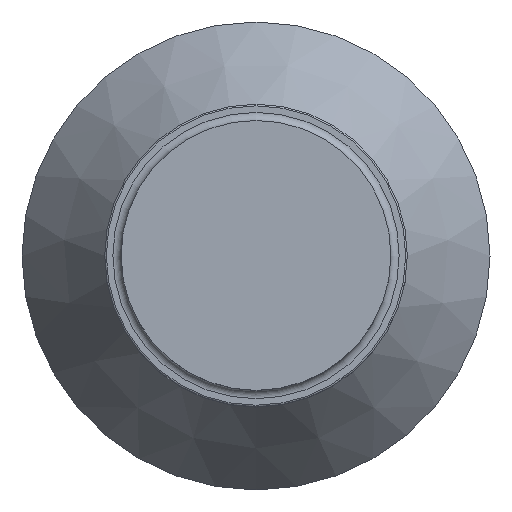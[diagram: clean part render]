
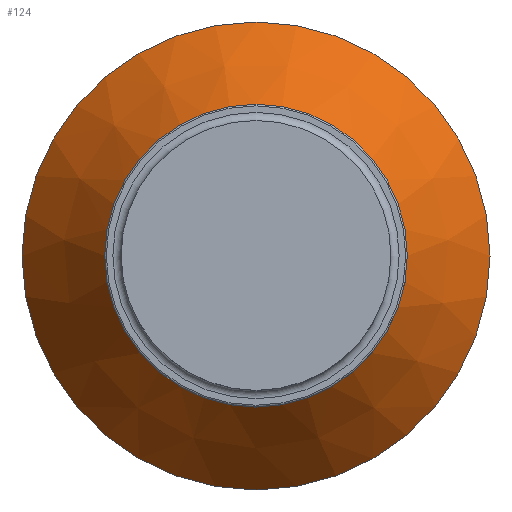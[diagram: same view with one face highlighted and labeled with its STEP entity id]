
A CAD part, top view. The second image highlights one B-rep face of the part: STEP entity #124.
In plain terms, the highlighted conical face has half-angle 35 degrees and reference radius 23.556 mm.
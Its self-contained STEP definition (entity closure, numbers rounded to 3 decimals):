
#16=CONICAL_SURFACE('',#156,23.556,0.611);
#27=FACE_OUTER_BOUND('',#36,.T.);
#36=EDGE_LOOP('',(#107,#108,#109,#110,#111));
#41=LINE('',#236,#44);
#44=VECTOR('',#199,23.556);
#54=CIRCLE('',#155,18.5);
#55=CIRCLE('',#157,28.611);
#56=CIRCLE('',#158,28.611);
#65=VERTEX_POINT('',#229);
#66=VERTEX_POINT('',#233);
#67=VERTEX_POINT('',#234);
#79=EDGE_CURVE('',#65,#65,#54,.T.);
#81=EDGE_CURVE('',#66,#67,#55,.T.);
#82=EDGE_CURVE('',#66,#65,#41,.T.);
#83=EDGE_CURVE('',#67,#66,#56,.T.);
#107=ORIENTED_EDGE('',*,*,#81,.F.);
#108=ORIENTED_EDGE('',*,*,#82,.T.);
#109=ORIENTED_EDGE('',*,*,#79,.T.);
#110=ORIENTED_EDGE('',*,*,#82,.F.);
#111=ORIENTED_EDGE('',*,*,#83,.F.);
#124=ADVANCED_FACE('',(#27),#16,.T.);
#155=AXIS2_PLACEMENT_3D('',#230,#192,#193);
#156=AXIS2_PLACEMENT_3D('',#232,#195,#196);
#157=AXIS2_PLACEMENT_3D('',#235,#197,#198);
#158=AXIS2_PLACEMENT_3D('',#237,#200,#201);
#192=DIRECTION('center_axis',(0.,0.,-1.));
#193=DIRECTION('ref_axis',(1.,0.,0.));
#195=DIRECTION('center_axis',(0.,0.,-1.));
#196=DIRECTION('ref_axis',(0.,1.,0.));
#197=DIRECTION('center_axis',(0.,0.,-1.));
#198=DIRECTION('ref_axis',(1.,0.,0.));
#199=DIRECTION('',(0.,0.574,0.819));
#200=DIRECTION('center_axis',(0.,0.,-1.));
#201=DIRECTION('ref_axis',(1.,0.,0.));
#229=CARTESIAN_POINT('',(0.,-18.5,19.739));
#230=CARTESIAN_POINT('Origin',(0.,0.,19.739));
#232=CARTESIAN_POINT('Origin',(0.,0.,12.519));
#233=CARTESIAN_POINT('',(0.,-28.611,5.298));
#234=CARTESIAN_POINT('',(28.611,0.,5.298));
#235=CARTESIAN_POINT('Origin',(0.,0.,5.298));
#236=CARTESIAN_POINT('',(0.,-23.556,12.519));
#237=CARTESIAN_POINT('Origin',(0.,0.,5.298));
